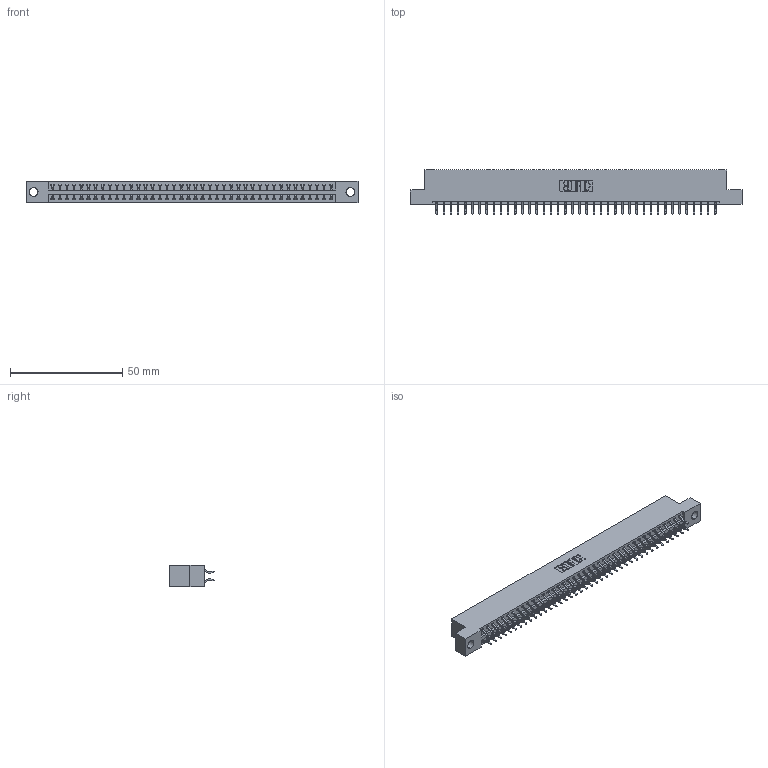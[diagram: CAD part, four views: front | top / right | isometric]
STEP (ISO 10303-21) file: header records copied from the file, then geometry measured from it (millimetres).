
FILE_DESCRIPTION (( 'STEP AP203' ), '1' );
FILE_NAME ('346-080-556-204.STEP', '2022-05-25T16:19:38', ( '' ), ( '' ), 'SwSTEP 2.0', 'SolidWorks 2020', '' );
FILE_SCHEMA (( 'CONFIG_CONTROL_DESIGN' ));
Length unit declared in the file: inch
Products named in the file (3): 345-292-001_556 Tail; 346 Part_Flush Mounting Lugs - 0.156 Dia-TH; 346-080-556-204
Assembly tree (81 placements, depth 2):
  346-080-556-204
    346 Part_Flush Mounting Lugs - 0.156 Dia-TH
    345-292-001_556 Tail  x80
Bounding box: 147.57 x 19.57 x 9.4 mm (x, y, z)
Volume: 14265.6 mm3; surface area: 19351.2 mm2
Topology: 81 solids, 81 shells, 4776 faces, 14205 edges, 9362 vertices
Faces by surface type: plane 3210, cylinder 1566
Entity records: 27013 total; most frequent: CARTESIAN_POINT 4474, ORIENTED_EDGE 4394, DIRECTION 3981, EDGE_CURVE 2197, LINE 1897, VECTOR 1897, VERTEX_POINT 1462, AXIS2_PLACEMENT_3D 1042
